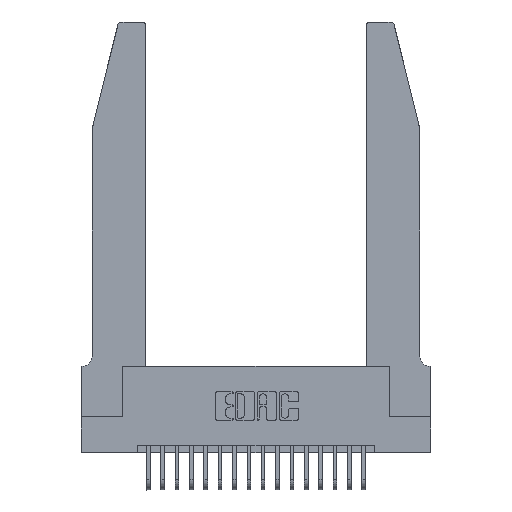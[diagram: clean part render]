
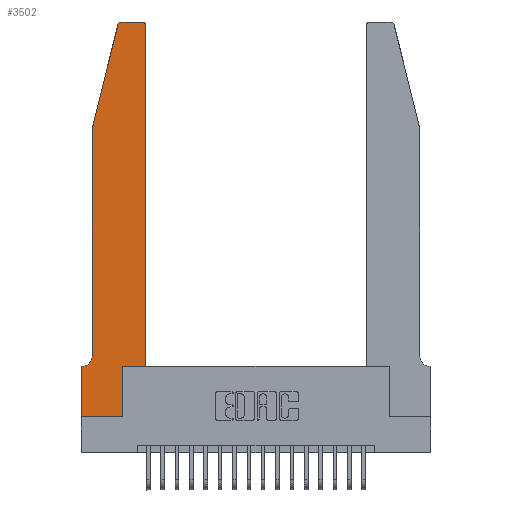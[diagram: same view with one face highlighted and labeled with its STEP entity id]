
A CAD part, top view. The second image highlights one B-rep face of the part: STEP entity #3502.
In plain terms, the highlighted planar face has unit normal (0, 0, 1).
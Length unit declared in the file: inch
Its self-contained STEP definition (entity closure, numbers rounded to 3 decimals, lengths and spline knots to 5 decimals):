
#328 = DIRECTION ( 'NONE',  ( 0., 0., -1. ) ) ;
#869 = VERTEX_POINT ( 'NONE', #2287 ) ;
#958 = DIRECTION ( 'NONE',  ( 0., 0., 1. ) ) ;
#1018 = VECTOR ( 'NONE', #16803, 39.37008 ) ;
#1866 = CARTESIAN_POINT ( 'NONE',  ( 0.4505, 2.72, 0.37 ) ) ;
#1906 = EDGE_CURVE ( 'NONE', #3610, #16370, #11696, .T. ) ;
#2287 = CARTESIAN_POINT ( 'NONE',  ( 0.0755, 2., 0.37 ) ) ;
#2595 = VECTOR ( 'NONE', #8886, 39.37008 ) ;
#2755 = CARTESIAN_POINT ( 'NONE',  ( 0.4205, 2.72, 0.37 ) ) ;
#2791 = CARTESIAN_POINT ( 'NONE',  ( 0.2865, 0.35, 0.37 ) ) ;
#2825 = VECTOR ( 'NONE', #11384, 39.37008 ) ;
#3164 = VECTOR ( 'NONE', #9338, 39.37008 ) ;
#3502 = ADVANCED_FACE ( 'NONE', ( #17528 ), #13185, .T. ) ;
#3610 = VERTEX_POINT ( 'NONE', #7210 ) ;
#3781 = DIRECTION ( 'NONE',  ( 0., -1., 0. ) ) ;
#4386 = DIRECTION ( 'NONE',  ( 1., 0., 0. ) ) ;
#4619 = LINE ( 'NONE', #2791, #12913 ) ;
#5201 = VERTEX_POINT ( 'NONE', #10035 ) ;
#5220 = LINE ( 'NONE', #13135, #9343 ) ;
#5444 = DIRECTION ( 'NONE',  ( 0., 0., 1. ) ) ;
#5627 = EDGE_CURVE ( 'NONE', #10423, #5201, #9827, .T. ) ;
#5887 = AXIS2_PLACEMENT_3D ( 'NONE', #9830, #328, #11397 ) ;
#5920 = AXIS2_PLACEMENT_3D ( 'NONE', #10432, #958, #12013 ) ;
#6165 = VERTEX_POINT ( 'NONE', #13784 ) ;
#6356 = EDGE_CURVE ( 'NONE', #869, #3610, #5220, .T. ) ;
#6717 = CARTESIAN_POINT ( 'NONE',  ( 0.2605, 2.75, 0.37 ) ) ;
#6948 = ORIENTED_EDGE ( 'NONE', *, *, #5627, .T. ) ;
#7064 = LINE ( 'NONE', #6717, #2825 ) ;
#7210 = CARTESIAN_POINT ( 'NONE',  ( 0.0755, 0.42, 0.37 ) ) ;
#7337 = EDGE_CURVE ( 'NONE', #12555, #16560, #7376, .T. ) ;
#7376 = LINE ( 'NONE', #15567, #3164 ) ;
#7382 = CIRCLE ( 'NONE', #5920, 0.03 ) ;
#7676 = ORIENTED_EDGE ( 'NONE', *, *, #13928, .T. ) ;
#7957 = CARTESIAN_POINT ( 'NONE',  ( 0.2865, 0.35, 0.37 ) ) ;
#8013 = ORIENTED_EDGE ( 'NONE', *, *, #19917, .T. ) ;
#8227 = ORIENTED_EDGE ( 'NONE', *, *, #18506, .T. ) ;
#8434 = LINE ( 'NONE', #18131, #20396 ) ;
#8728 = ORIENTED_EDGE ( 'NONE', *, *, #14754, .T. ) ;
#8886 = DIRECTION ( 'NONE',  ( -0.239, -0.971, 0. ) ) ;
#8913 = LINE ( 'NONE', #18056, #16755 ) ;
#9121 = AXIS2_PLACEMENT_3D ( 'NONE', #11614, #5444, #16356 ) ;
#9191 = VERTEX_POINT ( 'NONE', #15719 ) ;
#9338 = DIRECTION ( 'NONE',  ( 0., -1., 0. ) ) ;
#9343 = VECTOR ( 'NONE', #3781, 39.37008 ) ;
#9540 = EDGE_CURVE ( 'NONE', #5201, #17077, #8913, .T. ) ;
#9827 = LINE ( 'NONE', #12476, #14001 ) ;
#9830 = CARTESIAN_POINT ( 'NONE',  ( 0.0055, 0.42, 0.37 ) ) ;
#9972 = ORIENTED_EDGE ( 'NONE', *, *, #20197, .T. ) ;
#10035 = CARTESIAN_POINT ( 'NONE',  ( 0.4505, 0.35, 0.37 ) ) ;
#10423 = VERTEX_POINT ( 'NONE', #7957 ) ;
#10432 = CARTESIAN_POINT ( 'NONE',  ( 0.284, 2.72, 0.37 ) ) ;
#10480 = EDGE_LOOP ( 'NONE', ( #8013, #12176, #8227, #12634, #13857, #8728, #18505, #9972, #18639, #6948, #11553, #7676 ) ) ;
#10957 = LINE ( 'NONE', #13612, #2595 ) ;
#11279 = CARTESIAN_POINT ( 'NONE',  ( 0.0055, 0.35, 0.37 ) ) ;
#11384 = DIRECTION ( 'NONE',  ( -1., 0., 0. ) ) ;
#11397 = DIRECTION ( 'NONE',  ( -1., 0., 0. ) ) ;
#11420 = EDGE_CURVE ( 'NONE', #6165, #9191, #7382, .T. ) ;
#11553 = ORIENTED_EDGE ( 'NONE', *, *, #9540, .T. ) ;
#11614 = CARTESIAN_POINT ( 'NONE',  ( 0., 0.35, 0.37 ) ) ;
#11696 = CIRCLE ( 'NONE', #5887, 0.07 ) ;
#11823 = DIRECTION ( 'NONE',  ( -1., 0., 0. ) ) ;
#12013 = DIRECTION ( 'NONE',  ( 1., 0., 0. ) ) ;
#12176 = ORIENTED_EDGE ( 'NONE', *, *, #11420, .T. ) ;
#12476 = CARTESIAN_POINT ( 'NONE',  ( 0.4505, 0.35, 0.37 ) ) ;
#12555 = VERTEX_POINT ( 'NONE', #14464 ) ;
#12634 = ORIENTED_EDGE ( 'NONE', *, *, #6356, .T. ) ;
#12913 = VECTOR ( 'NONE', #13786, 39.37008 ) ;
#13135 = CARTESIAN_POINT ( 'NONE',  ( 0.0755, 2., 0.37 ) ) ;
#13185 = PLANE ( 'NONE',  #9121 ) ;
#13612 = CARTESIAN_POINT ( 'NONE',  ( 0.0755, 2., 0.37 ) ) ;
#13624 = LINE ( 'NONE', #15221, #1018 ) ;
#13749 = DIRECTION ( 'NONE',  ( 0., 0., 1. ) ) ;
#13784 = CARTESIAN_POINT ( 'NONE',  ( 0.284, 2.75, 0.37 ) ) ;
#13786 = DIRECTION ( 'NONE',  ( 0., 1., 0. ) ) ;
#13857 = ORIENTED_EDGE ( 'NONE', *, *, #1906, .T. ) ;
#13928 = EDGE_CURVE ( 'NONE', #17077, #14006, #18769, .T. ) ;
#14001 = VECTOR ( 'NONE', #20336, 39.37008 ) ;
#14006 = VERTEX_POINT ( 'NONE', #17034 ) ;
#14464 = CARTESIAN_POINT ( 'NONE',  ( 0., 0.35, 0.37 ) ) ;
#14660 = AXIS2_PLACEMENT_3D ( 'NONE', #2755, #13749, #4386 ) ;
#14754 = EDGE_CURVE ( 'NONE', #16370, #12555, #8434, .T. ) ;
#14840 = CARTESIAN_POINT ( 'NONE',  ( 0., 0., 0.37 ) ) ;
#15221 = CARTESIAN_POINT ( 'NONE',  ( 0., 0., 0.37 ) ) ;
#15567 = CARTESIAN_POINT ( 'NONE',  ( 0., 0., 0.37 ) ) ;
#15719 = CARTESIAN_POINT ( 'NONE',  ( 0.25487, 2.72718, 0.37 ) ) ;
#16261 = VERTEX_POINT ( 'NONE', #17261 ) ;
#16356 = DIRECTION ( 'NONE',  ( 1., 0., 0. ) ) ;
#16370 = VERTEX_POINT ( 'NONE', #11279 ) ;
#16559 = DIRECTION ( 'NONE',  ( 0., 1., 0. ) ) ;
#16560 = VERTEX_POINT ( 'NONE', #14840 ) ;
#16755 = VECTOR ( 'NONE', #16559, 39.37008 ) ;
#16803 = DIRECTION ( 'NONE',  ( 1., 0., 0. ) ) ;
#17034 = CARTESIAN_POINT ( 'NONE',  ( 0.4205, 2.75, 0.37 ) ) ;
#17077 = VERTEX_POINT ( 'NONE', #1866 ) ;
#17261 = CARTESIAN_POINT ( 'NONE',  ( 0.2865, 0., 0.37 ) ) ;
#17528 = FACE_OUTER_BOUND ( 'NONE', #10480, .T. ) ;
#18056 = CARTESIAN_POINT ( 'NONE',  ( 0.4505, 0.35, 0.37 ) ) ;
#18131 = CARTESIAN_POINT ( 'NONE',  ( 0.0755, 0.35, 0.37 ) ) ;
#18505 = ORIENTED_EDGE ( 'NONE', *, *, #7337, .T. ) ;
#18506 = EDGE_CURVE ( 'NONE', #9191, #869, #10957, .T. ) ;
#18639 = ORIENTED_EDGE ( 'NONE', *, *, #19096, .T. ) ;
#18769 = CIRCLE ( 'NONE', #14660, 0.03 ) ;
#19096 = EDGE_CURVE ( 'NONE', #16261, #10423, #4619, .T. ) ;
#19917 = EDGE_CURVE ( 'NONE', #14006, #6165, #7064, .T. ) ;
#20197 = EDGE_CURVE ( 'NONE', #16560, #16261, #13624, .T. ) ;
#20336 = DIRECTION ( 'NONE',  ( 1., 0., 0. ) ) ;
#20396 = VECTOR ( 'NONE', #11823, 39.37008 ) ;
